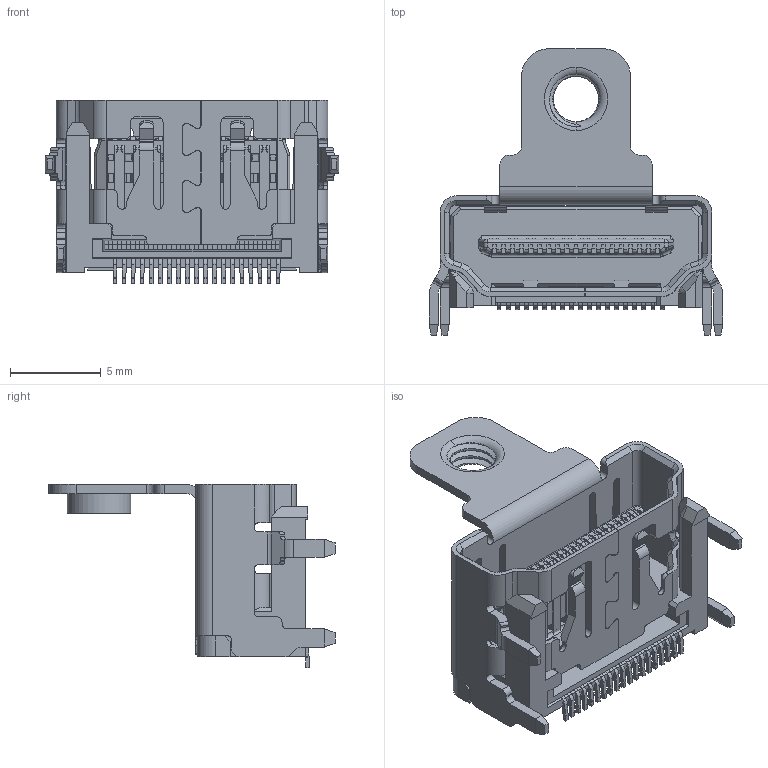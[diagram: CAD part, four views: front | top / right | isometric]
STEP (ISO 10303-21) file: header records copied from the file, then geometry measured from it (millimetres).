
FILE_DESCRIPTION (( 'STEP AP214' ), '1' );
FILE_NAME ('694E119-163-611.STEP', '2021-01-13T17:43:43', ( '' ), ( '' ), 'SwSTEP 2.0', 'SolidWorks 2020', '' );
FILE_SCHEMA (( 'AUTOMOTIVE_DESIGN' ));
Length unit declared in the file: millimetre
Products named in the file (5): Shell 694E119-X63-611; 694E119-163-611; Contact Lower 694E119-X63-611; Contact Upper 694E119-X63-611; Insulator 694E119-X63-611
Assembly tree (21 placements, depth 2):
  694E119-163-611
    Insulator 694E119-X63-611
    Contact Lower 694E119-X63-611  x9
    Contact Upper 694E119-X63-611  x10
    Shell 694E119-X63-611
Bounding box: 16.2 x 15.8 x 10.1 mm (x, y, z)
Volume: 376.3 mm3; surface area: 1571.2 mm2
Topology: 21 solids, 21 shells, 2892 faces, 8160 edges, 5199 vertices
Faces by surface type: plane 1971, cylinder 793, sphere 58, bspline 34, cone 32, torus 4
Entity records: 64971 total; most frequent: CARTESIAN_POINT 13986, ORIENTED_EDGE 10988, DIRECTION 10090, EDGE_CURVE 5494, VECTOR 4282, LINE 4282, VERTEX_POINT 3465, AXIS2_PLACEMENT_3D 2904
